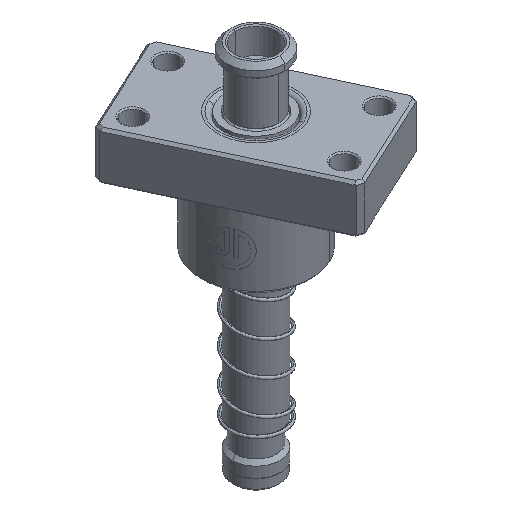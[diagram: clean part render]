
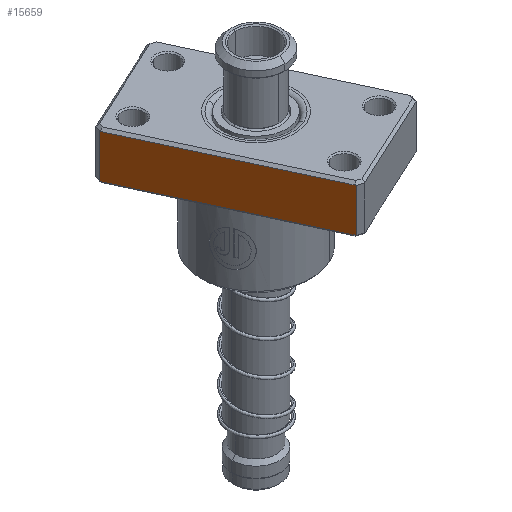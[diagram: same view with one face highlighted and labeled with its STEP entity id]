
A CAD part, isometric view. The second image highlights one B-rep face of the part: STEP entity #15659.
In plain terms, the highlighted face is planar.
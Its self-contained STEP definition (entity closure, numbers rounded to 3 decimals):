
#145 = VECTOR ( 'NONE', #3641, 1000. ) ;
#172 = VECTOR ( 'NONE', #38531, 1000. ) ;
#416 = VERTEX_POINT ( 'NONE', #24519 ) ;
#1517 = CARTESIAN_POINT ( 'NONE',  ( -40., 24., 1. ) ) ;
#2242 = CARTESIAN_POINT ( 'NONE',  ( 40., 24., 20. ) ) ;
#2612 = ORIENTED_EDGE ( 'NONE', *, *, #34527, .T. ) ;
#3641 = DIRECTION ( 'NONE',  ( 1., 0., 0. ) ) ;
#6815 = ORIENTED_EDGE ( 'NONE', *, *, #8635, .T. ) ;
#6939 = DIRECTION ( 'NONE',  ( 0., 0., -1. ) ) ;
#8635 = EDGE_CURVE ( 'NONE', #24383, #10797, #8846, .T. ) ;
#8642 = DIRECTION ( 'NONE',  ( 0., 0., -1. ) ) ;
#8846 = LINE ( 'NONE', #2242, #20157 ) ;
#10207 = ORIENTED_EDGE ( 'NONE', *, *, #17056, .T. ) ;
#10797 = VERTEX_POINT ( 'NONE', #17736 ) ;
#12550 = DIRECTION ( 'NONE',  ( 0., -1., 0. ) ) ;
#12757 = FACE_OUTER_BOUND ( 'NONE', #36957, .T. ) ;
#15659 = ADVANCED_FACE ( 'NONE', ( #12757 ), #21455, .F. ) ;
#16433 = ORIENTED_EDGE ( 'NONE', *, *, #16975, .F. ) ;
#16975 = EDGE_CURVE ( 'NONE', #416, #32112, #35068, .T. ) ;
#17056 = EDGE_CURVE ( 'NONE', #416, #24383, #23286, .T. ) ;
#17736 = CARTESIAN_POINT ( 'NONE',  ( 40., 24., 1. ) ) ;
#20129 = LINE ( 'NONE', #1517, #172 ) ;
#20157 = VECTOR ( 'NONE', #8642, 1000. ) ;
#20558 = CARTESIAN_POINT ( 'NONE',  ( 40., 24., 19. ) ) ;
#20593 = VECTOR ( 'NONE', #6939, 1000. ) ;
#21455 = PLANE ( 'NONE',  #39693 ) ;
#23286 = LINE ( 'NONE', #31974, #145 ) ;
#23600 = CARTESIAN_POINT ( 'NONE',  ( -40., 24., 1. ) ) ;
#24383 = VERTEX_POINT ( 'NONE', #20558 ) ;
#24519 = CARTESIAN_POINT ( 'NONE',  ( -40., 24., 19. ) ) ;
#25769 = CARTESIAN_POINT ( 'NONE',  ( -40., 24., 20. ) ) ;
#30763 = DIRECTION ( 'NONE',  ( 0., 0., -1. ) ) ;
#31974 = CARTESIAN_POINT ( 'NONE',  ( 40., 24., 19. ) ) ;
#32112 = VERTEX_POINT ( 'NONE', #23600 ) ;
#34527 = EDGE_CURVE ( 'NONE', #10797, #32112, #20129, .T. ) ;
#35068 = LINE ( 'NONE', #25769, #20593 ) ;
#36957 = EDGE_LOOP ( 'NONE', ( #6815, #2612, #16433, #10207 ) ) ;
#38531 = DIRECTION ( 'NONE',  ( -1., 0., 0. ) ) ;
#39693 = AXIS2_PLACEMENT_3D ( 'NONE', #40669, #12550, #30763 ) ;
#40669 = CARTESIAN_POINT ( 'NONE',  ( -40., 24., 20. ) ) ;
